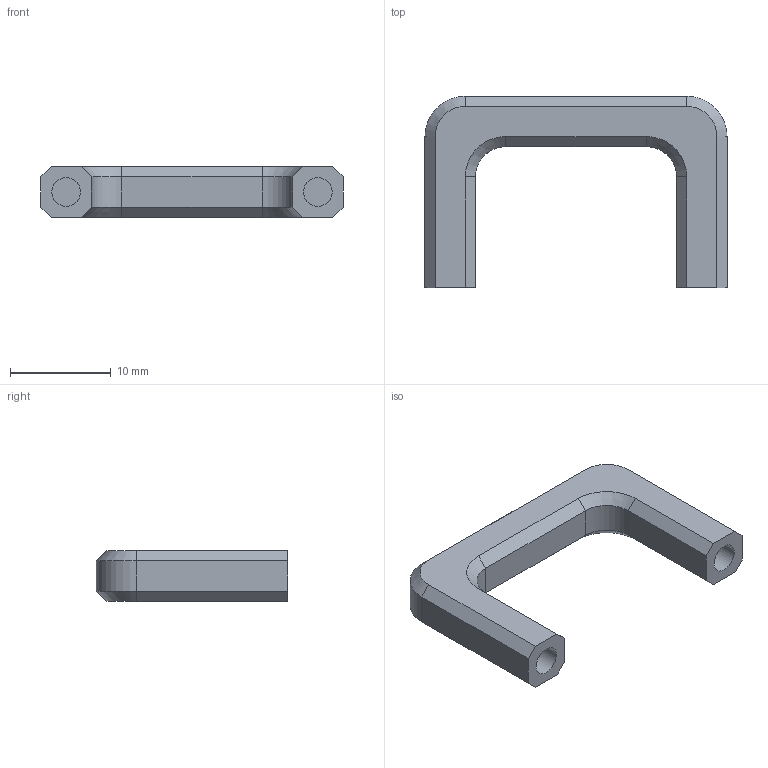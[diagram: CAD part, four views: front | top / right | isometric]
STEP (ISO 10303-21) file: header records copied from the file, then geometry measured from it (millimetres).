
FILE_DESCRIPTION(/* description */ (''),/* implementation_level */ '2;1');
FILE_NAME(/* name */ 'Switch Guard v4.step',/* time_stamp */ '2022-08-20T22:54:08+02:00',/* author */ (''),/* organization */ (''),/* preprocessor_version */ 'ST-DEVELOPER v19',/* originating_system */ 'Autodesk Translation Framework v11.7.0.108',/* authorisation */ '');
FILE_SCHEMA (('AUTOMOTIVE_DESIGN { 1 0 10303 214 3 1 1 }'));
Length unit declared in the file: millimetre
Products named in the file (1): Switch Guard
Bounding box: 30 x 19 x 5 mm (x, y, z)
Volume: 1184.6 mm3; surface area: 1238.1 mm2
Topology: 1 solids, 1 shells, 38 faces, 86 edges, 52 vertices
Faces by surface type: plane 24, cone 8, cylinder 6
Full cylindrical faces by diameter (mm): 2.85 x2
Entity records: 1075 total; most frequent: DIRECTION 184, CARTESIAN_POINT 177, ORIENTED_EDGE 172, EDGE_CURVE 86, LINE 66, VECTOR 66, AXIS2_PLACEMENT_3D 59, VERTEX_POINT 52
